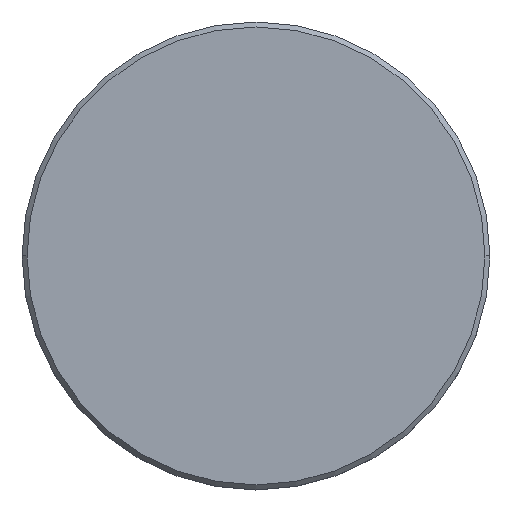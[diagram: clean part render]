
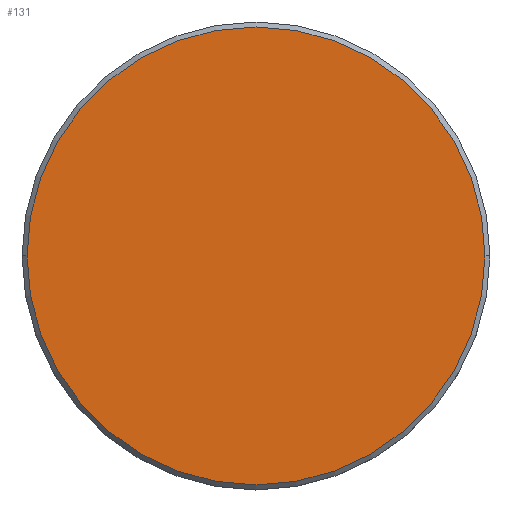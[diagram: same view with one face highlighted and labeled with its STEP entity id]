
A CAD part, top view. The second image highlights one B-rep face of the part: STEP entity #131.
In plain terms, the highlighted planar face has unit normal (0, 0, 1).
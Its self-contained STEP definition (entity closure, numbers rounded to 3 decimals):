
#8 = DIRECTION ( 'NONE',  ( 1., 0., 0. ) ) ;
#131 = ADVANCED_FACE ( 'NONE', ( #916 ), #638, .T. ) ;
#173 = DIRECTION ( 'NONE',  ( 0., 0., 1. ) ) ;
#182 = DIRECTION ( 'NONE',  ( 0., 0., 1. ) ) ;
#238 = CIRCLE ( 'NONE', #914, 23. ) ;
#265 = ORIENTED_EDGE ( 'NONE', *, *, #360, .T. ) ;
#330 = EDGE_CURVE ( 'NONE', #742, #414, #238, .T. ) ;
#334 = AXIS2_PLACEMENT_3D ( 'NONE', #1002, #1014, #8 ) ;
#360 = EDGE_CURVE ( 'NONE', #414, #742, #690, .T. ) ;
#396 = EDGE_LOOP ( 'NONE', ( #443, #265 ) ) ;
#414 = VERTEX_POINT ( 'NONE', #596 ) ;
#443 = ORIENTED_EDGE ( 'NONE', *, *, #330, .T. ) ;
#562 = DIRECTION ( 'NONE',  ( 1., 0., 0. ) ) ;
#596 = CARTESIAN_POINT ( 'NONE',  ( 23., 0., 0. ) ) ;
#638 = PLANE ( 'NONE',  #856 ) ;
#652 = CARTESIAN_POINT ( 'NONE',  ( 0., 0., 0. ) ) ;
#690 = CIRCLE ( 'NONE', #334, 23. ) ;
#742 = VERTEX_POINT ( 'NONE', #1175 ) ;
#856 = AXIS2_PLACEMENT_3D ( 'NONE', #1009, #182, #921 ) ;
#914 = AXIS2_PLACEMENT_3D ( 'NONE', #652, #173, #562 ) ;
#916 = FACE_OUTER_BOUND ( 'NONE', #396, .T. ) ;
#921 = DIRECTION ( 'NONE',  ( 1., 0., 0. ) ) ;
#1002 = CARTESIAN_POINT ( 'NONE',  ( 0., 0., 0. ) ) ;
#1009 = CARTESIAN_POINT ( 'NONE',  ( 0., 0., 0. ) ) ;
#1014 = DIRECTION ( 'NONE',  ( 0., 0., 1. ) ) ;
#1175 = CARTESIAN_POINT ( 'NONE',  ( -23., 0., 0. ) ) ;
